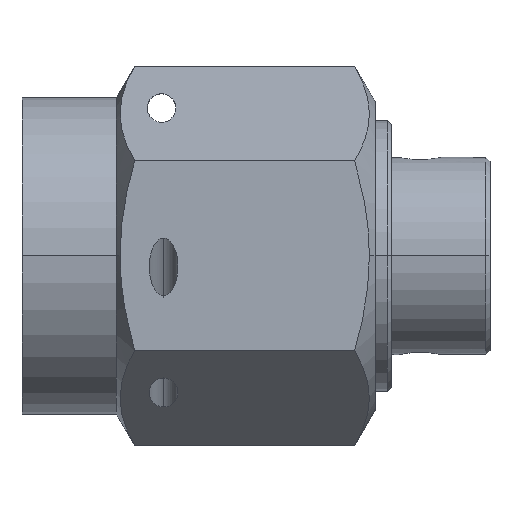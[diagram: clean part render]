
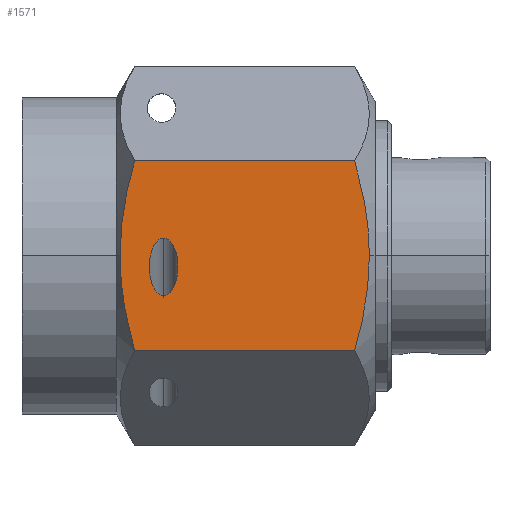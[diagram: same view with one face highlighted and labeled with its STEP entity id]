
A CAD part, top view. The second image highlights one B-rep face of the part: STEP entity #1571.
In plain terms, the highlighted face is planar.
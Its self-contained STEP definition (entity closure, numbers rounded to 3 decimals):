
#3 = ORIENTED_EDGE ( 'NONE', *, *, #1309, .T. ) ;
#23 = FACE_BOUND ( 'NONE', #2088, .T. ) ;
#125 = CARTESIAN_POINT ( 'NONE',  ( 4.001, -0.39, -2.387 ) ) ;
#141 = DIRECTION ( 'NONE',  ( 0., 0., -1. ) ) ;
#202 = VERTEX_POINT ( 'NONE', #792 ) ;
#226 = B_SPLINE_CURVE_WITH_KNOTS ( 'NONE', 3,
 ( #456, #2249, #1946, #1968, #2702, #1731 ),
 .UNSPECIFIED., .F., .F.,
 ( 4, 2, 4 ),
 ( 0.004, 0.005, 0.006 ),
 .UNSPECIFIED. ) ;
#248 = VERTEX_POINT ( 'NONE', #2534 ) ;
#324 = CARTESIAN_POINT ( 'NONE',  ( 4.001, 2.31, 1.4 ) ) ;
#390 = CARTESIAN_POINT ( 'NONE',  ( 4.001, -0.97, -4.15 ) ) ;
#456 = CARTESIAN_POINT ( 'NONE',  ( 4.001, 0., -8.462 ) ) ;
#513 = VERTEX_POINT ( 'NONE', #562 ) ;
#534 = CARTESIAN_POINT ( 'NONE',  ( 4.001, 0.786, -2.422 ) ) ;
#562 = CARTESIAN_POINT ( 'NONE',  ( 4.001, -0.97, -3.45 ) ) ;
#595 = LINE ( 'NONE', #635, #2151 ) ;
#626 = AXIS2_PLACEMENT_3D ( 'NONE', #324, #2605, #2350 ) ;
#631 = CARTESIAN_POINT ( 'NONE',  ( 4.001, -1.55, -2.545 ) ) ;
#634 = ORIENTED_EDGE ( 'NONE', *, *, #969, .F. ) ;
#635 = CARTESIAN_POINT ( 'NONE',  ( 4.001, 2.31, 1.4 ) ) ;
#673 = VECTOR ( 'NONE', #1678, 1000. ) ;
#679 = VERTEX_POINT ( 'NONE', #2931 ) ;
#739 = EDGE_CURVE ( 'NONE', #986, #248, #226, .T. ) ;
#749 = B_SPLINE_CURVE_WITH_KNOTS ( 'NONE', 3,
 ( #1011, #2068, #2548, #2319, #2559, #1029 ),
 .UNSPECIFIED., .F., .F.,
 ( 4, 2, 4 ),
 ( 0.002, 0.003, 0.004 ),
 .UNSPECIFIED. ) ;
#792 = CARTESIAN_POINT ( 'NONE',  ( 4.001, 0.43, -3.45 ) ) ;
#864 = CARTESIAN_POINT ( 'NONE',  ( 4.001, -0.778, -2.421 ) ) ;
#969 = EDGE_CURVE ( 'NONE', #3013, #679, #595, .T. ) ;
#986 = VERTEX_POINT ( 'NONE', #1681 ) ;
#1011 = CARTESIAN_POINT ( 'NONE',  ( 4.001, 2.31, -8.105 ) ) ;
#1029 = CARTESIAN_POINT ( 'NONE',  ( 4.001, 0., -8.462 ) ) ;
#1044 = FACE_OUTER_BOUND ( 'NONE', #1223, .T. ) ;
#1055 = CARTESIAN_POINT ( 'NONE',  ( 4.001, 2.31, -2.745 ) ) ;
#1160 = CARTESIAN_POINT ( 'NONE',  ( 4.001, -0.97, -3.45 ) ) ;
#1197 = EDGE_CURVE ( 'NONE', #202, #513, #1620, .T. ) ;
#1223 = EDGE_LOOP ( 'NONE', ( #3, #2373, #2061, #634, #2877, #2772 ) ) ;
#1309 = EDGE_CURVE ( 'NONE', #2385, #248, #1352, .T. ) ;
#1312 = CARTESIAN_POINT ( 'NONE',  ( 4.001, 1.936, -2.637 ) ) ;
#1335 = CARTESIAN_POINT ( 'NONE',  ( 4.001, -2.31, -2.745 ) ) ;
#1352 = LINE ( 'NONE', #3169, #673 ) ;
#1535 = B_SPLINE_CURVE_WITH_KNOTS ( 'NONE', 3,
 ( #1927, #2169, #631, #864, #125, #2919 ),
 .UNSPECIFIED., .F., .F.,
 ( 4, 2, 4 ),
 ( 0.004, 0.005, 0.006 ),
 .UNSPECIFIED. ) ;
#1571 = ADVANCED_FACE ( 'NONE', ( #23, #1044 ), #1603, .T. ) ;
#1603 = PLANE ( 'NONE',  #626 ) ;
#1620 =( BOUNDED_CURVE ( )  B_SPLINE_CURVE ( 3, ( #2166, #1924, #390, #1160 ),
 .UNSPECIFIED., .F., .F. ) 
 B_SPLINE_CURVE_WITH_KNOTS ( ( 4, 4 ),
 ( 3.142, 6.283 ),
 .UNSPECIFIED. ) 
 CURVE ( )  GEOMETRIC_REPRESENTATION_ITEM ( )  RATIONAL_B_SPLINE_CURVE ( ( 1., 0.333, 0.333, 1. ) ) 
 REPRESENTATION_ITEM ( '' )  );
#1665 = ORIENTED_EDGE ( 'NONE', *, *, #1197, .T. ) ;
#1678 = DIRECTION ( 'NONE',  ( 0., 0., -1. ) ) ;
#1681 = CARTESIAN_POINT ( 'NONE',  ( 4.001, 0., -8.462 ) ) ;
#1731 = CARTESIAN_POINT ( 'NONE',  ( 4.001, -2.31, -8.105 ) ) ;
#1805 = CARTESIAN_POINT ( 'NONE',  ( 4.001, 0., -2.387 ) ) ;
#1826 =( BOUNDED_CURVE ( )  B_SPLINE_CURVE ( 3, ( #2911, #2425, #2663, #2920 ),
 .UNSPECIFIED., .F., .F. ) 
 B_SPLINE_CURVE_WITH_KNOTS ( ( 4, 4 ),
 ( 0., 3.142 ),
 .UNSPECIFIED. ) 
 CURVE ( )  GEOMETRIC_REPRESENTATION_ITEM ( )  RATIONAL_B_SPLINE_CURVE ( ( 1., 0.333, 0.333, 1. ) ) 
 REPRESENTATION_ITEM ( '' )  );
#1885 = CARTESIAN_POINT ( 'NONE',  ( 4.001, 0., -2.387 ) ) ;
#1924 = CARTESIAN_POINT ( 'NONE',  ( 4.001, 0.43, -4.15 ) ) ;
#1927 = CARTESIAN_POINT ( 'NONE',  ( 4.001, -2.31, -2.745 ) ) ;
#1943 = CARTESIAN_POINT ( 'NONE',  ( 4.001, 2.31, -2.745 ) ) ;
#1946 = CARTESIAN_POINT ( 'NONE',  ( 4.001, -0.778, -8.428 ) ) ;
#1968 = CARTESIAN_POINT ( 'NONE',  ( 4.001, -1.55, -8.304 ) ) ;
#1984 = VERTEX_POINT ( 'NONE', #1885 ) ;
#2027 = CARTESIAN_POINT ( 'NONE',  ( 4.001, 1.558, -2.547 ) ) ;
#2061 = ORIENTED_EDGE ( 'NONE', *, *, #2266, .F. ) ;
#2068 = CARTESIAN_POINT ( 'NONE',  ( 4.001, 1.936, -8.212 ) ) ;
#2073 = B_SPLINE_CURVE_WITH_KNOTS ( 'NONE', 3,
 ( #1805, #2530, #534, #2027, #1312, #1055 ),
 .UNSPECIFIED., .F., .F.,
 ( 4, 2, 4 ),
 ( 0.006, 0.008, 0.009 ),
 .UNSPECIFIED. ) ;
#2079 = EDGE_CURVE ( 'NONE', #513, #202, #1826, .T. ) ;
#2088 = EDGE_LOOP ( 'NONE', ( #1665, #2391 ) ) ;
#2151 = VECTOR ( 'NONE', #141, 1000. ) ;
#2166 = CARTESIAN_POINT ( 'NONE',  ( 4.001, 0.43, -3.45 ) ) ;
#2169 = CARTESIAN_POINT ( 'NONE',  ( 4.001, -1.934, -2.636 ) ) ;
#2249 = CARTESIAN_POINT ( 'NONE',  ( 4.001, -0.39, -8.462 ) ) ;
#2266 = EDGE_CURVE ( 'NONE', #679, #986, #749, .T. ) ;
#2288 = EDGE_CURVE ( 'NONE', #1984, #3013, #2073, .T. ) ;
#2319 = CARTESIAN_POINT ( 'NONE',  ( 4.001, 0.786, -8.427 ) ) ;
#2350 = DIRECTION ( 'NONE',  ( 0., -1., 0. ) ) ;
#2373 = ORIENTED_EDGE ( 'NONE', *, *, #739, .F. ) ;
#2385 = VERTEX_POINT ( 'NONE', #1335 ) ;
#2391 = ORIENTED_EDGE ( 'NONE', *, *, #2079, .T. ) ;
#2425 = CARTESIAN_POINT ( 'NONE',  ( 4.001, -0.97, -2.75 ) ) ;
#2530 = CARTESIAN_POINT ( 'NONE',  ( 4.001, 0.391, -2.387 ) ) ;
#2534 = CARTESIAN_POINT ( 'NONE',  ( 4.001, -2.31, -8.105 ) ) ;
#2548 = CARTESIAN_POINT ( 'NONE',  ( 4.001, 1.558, -8.302 ) ) ;
#2559 = CARTESIAN_POINT ( 'NONE',  ( 4.001, 0.391, -8.462 ) ) ;
#2605 = DIRECTION ( 'NONE',  ( 1., 0., 0. ) ) ;
#2663 = CARTESIAN_POINT ( 'NONE',  ( 4.001, 0.43, -2.75 ) ) ;
#2702 = CARTESIAN_POINT ( 'NONE',  ( 4.001, -1.934, -8.213 ) ) ;
#2772 = ORIENTED_EDGE ( 'NONE', *, *, #2893, .F. ) ;
#2877 = ORIENTED_EDGE ( 'NONE', *, *, #2288, .F. ) ;
#2893 = EDGE_CURVE ( 'NONE', #2385, #1984, #1535, .T. ) ;
#2911 = CARTESIAN_POINT ( 'NONE',  ( 4.001, -0.97, -3.45 ) ) ;
#2919 = CARTESIAN_POINT ( 'NONE',  ( 4.001, 0., -2.387 ) ) ;
#2920 = CARTESIAN_POINT ( 'NONE',  ( 4.001, 0.43, -3.45 ) ) ;
#2931 = CARTESIAN_POINT ( 'NONE',  ( 4.001, 2.31, -8.105 ) ) ;
#3013 = VERTEX_POINT ( 'NONE', #1943 ) ;
#3169 = CARTESIAN_POINT ( 'NONE',  ( 4.001, -2.31, 1.4 ) ) ;
